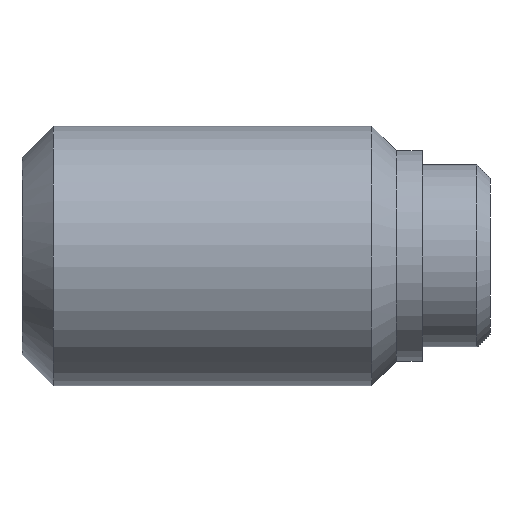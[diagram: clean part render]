
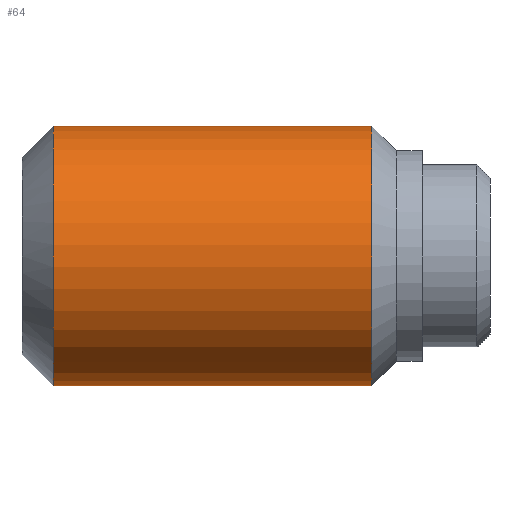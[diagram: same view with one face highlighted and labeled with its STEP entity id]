
A CAD part, front view. The second image highlights one B-rep face of the part: STEP entity #64.
In plain terms, the highlighted cylindrical face has radius 5 mm (diameter 10 mm), a partial arc.
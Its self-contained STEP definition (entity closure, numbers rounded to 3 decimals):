
#64 = ADVANCED_FACE( '', ( #148 ), #149, .T. );
#148 = FACE_OUTER_BOUND( '', #253, .T. );
#149 = CYLINDRICAL_SURFACE( '', #254, 5. );
#253 = EDGE_LOOP( '', ( #373, #374, #375, #376, #377, #378, #379, #380 ) );
#254 = AXIS2_PLACEMENT_3D( '', #381, #382, #383 );
#373 = ORIENTED_EDGE( '', *, *, #606, .F. );
#374 = ORIENTED_EDGE( '', *, *, #597, .T. );
#375 = ORIENTED_EDGE( '', *, *, #607, .T. );
#376 = ORIENTED_EDGE( '', *, *, #608, .T. );
#377 = ORIENTED_EDGE( '', *, *, #609, .T. );
#378 = ORIENTED_EDGE( '', *, *, #610, .F. );
#379 = ORIENTED_EDGE( '', *, *, #611, .F. );
#380 = ORIENTED_EDGE( '', *, *, #612, .F. );
#381 = CARTESIAN_POINT( '', ( 15.4, 0., 0. ) );
#382 = DIRECTION( '', ( -1., 0., 0. ) );
#383 = DIRECTION( '', ( 0., 0., -1. ) );
#597 = EDGE_CURVE( '', #703, #701, #704, .F. );
#606 = EDGE_CURVE( '', #703, #718, #719, .T. );
#607 = EDGE_CURVE( '', #701, #720, #721, .F. );
#608 = EDGE_CURVE( '', #720, #722, #723, .F. );
#609 = EDGE_CURVE( '', #722, #724, #725, .T. );
#610 = EDGE_CURVE( '', #726, #724, #727, .F. );
#611 = EDGE_CURVE( '', #728, #726, #729, .F. );
#612 = EDGE_CURVE( '', #718, #728, #730, .F. );
#701 = VERTEX_POINT( '', #846 );
#703 = VERTEX_POINT( '', #849 );
#704 = LINE( '', #850, #851 );
#718 = VERTEX_POINT( '', #871 );
#719 = CIRCLE( '', #872, 5. );
#720 = VERTEX_POINT( '', #873 );
#721 = LINE( '', #874, #875 );
#722 = VERTEX_POINT( '', #876 );
#723 = LINE( '', #877, #878 );
#724 = VERTEX_POINT( '', #879 );
#725 = CIRCLE( '', #880, 5. );
#726 = VERTEX_POINT( '', #881 );
#727 = LINE( '', #882, #883 );
#728 = VERTEX_POINT( '', #884 );
#729 = LINE( '', #885, #886 );
#730 = LINE( '', #887, #888 );
#846 = CARTESIAN_POINT( '', ( 11.2, 4.97, 0.55 ) );
#849 = CARTESIAN_POINT( '', ( 13.45, 4.97, 0.55 ) );
#850 = CARTESIAN_POINT( '', ( 15.4, 4.97, 0.55 ) );
#851 = VECTOR( '', #1030, 1000. );
#871 = CARTESIAN_POINT( '', ( 13.45, 4.97, -0.55 ) );
#872 = AXIS2_PLACEMENT_3D( '', #1040, #1041, #1042 );
#873 = CARTESIAN_POINT( '', ( 2.2, 4.97, 0.55 ) );
#874 = CARTESIAN_POINT( '', ( 15.4, 4.97, 0.55 ) );
#875 = VECTOR( '', #1043, 1000. );
#876 = CARTESIAN_POINT( '', ( 1.2, 4.97, 0.55 ) );
#877 = CARTESIAN_POINT( '', ( 15.4, 4.97, 0.55 ) );
#878 = VECTOR( '', #1044, 1000. );
#879 = CARTESIAN_POINT( '', ( 1.2, 4.97, -0.55 ) );
#880 = AXIS2_PLACEMENT_3D( '', #1045, #1046, #1047 );
#881 = CARTESIAN_POINT( '', ( 2.2, 4.97, -0.55 ) );
#882 = CARTESIAN_POINT( '', ( 15.4, 4.97, -0.55 ) );
#883 = VECTOR( '', #1048, 1000. );
#884 = CARTESIAN_POINT( '', ( 11.2, 4.97, -0.55 ) );
#885 = CARTESIAN_POINT( '', ( 15.4, 4.97, -0.55 ) );
#886 = VECTOR( '', #1049, 1000. );
#887 = CARTESIAN_POINT( '', ( 15.4, 4.97, -0.55 ) );
#888 = VECTOR( '', #1050, 1000. );
#1030 = DIRECTION( '', ( 1., 0., 0. ) );
#1040 = CARTESIAN_POINT( '', ( 13.45, 0., 0. ) );
#1041 = DIRECTION( '', ( 1., 0., 0. ) );
#1042 = DIRECTION( '', ( 0., 0., -1. ) );
#1043 = DIRECTION( '', ( 1., 0., 0. ) );
#1044 = DIRECTION( '', ( 1., 0., 0. ) );
#1045 = CARTESIAN_POINT( '', ( 1.2, 0., 0. ) );
#1046 = DIRECTION( '', ( 1., 0., 0. ) );
#1047 = DIRECTION( '', ( 0., 0., -1. ) );
#1048 = DIRECTION( '', ( 1., 0., 0. ) );
#1049 = DIRECTION( '', ( 1., 0., 0. ) );
#1050 = DIRECTION( '', ( 1., 0., 0. ) );
